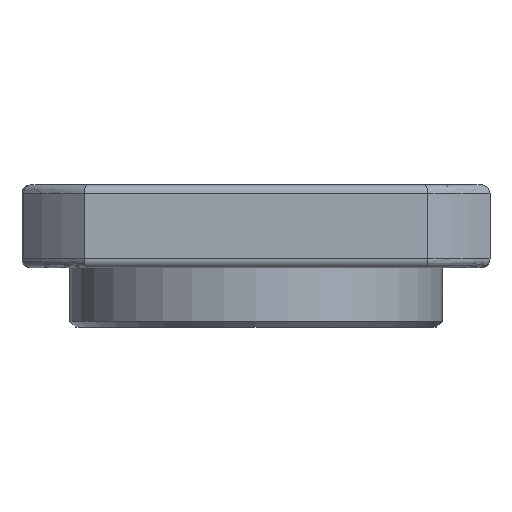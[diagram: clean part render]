
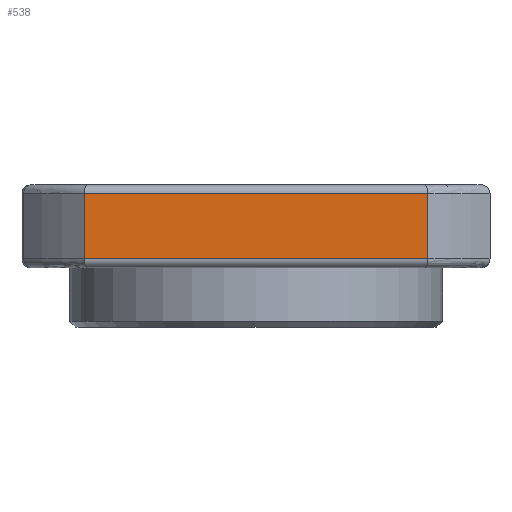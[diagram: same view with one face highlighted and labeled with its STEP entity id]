
A CAD part, front view. The second image highlights one B-rep face of the part: STEP entity #538.
In plain terms, the highlighted planar face has unit normal (0, -1, 0).
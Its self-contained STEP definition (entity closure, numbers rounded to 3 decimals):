
#538 = ADVANCED_FACE ( 'NONE', ( #7685 ), #11291, .T. ) ;
#1031 = AXIS2_PLACEMENT_3D ( 'NONE', #10756, #10374, #9780 ) ;
#1453 = EDGE_LOOP ( 'NONE', ( #4222, #3515, #5943, #6578 ) ) ;
#1852 = VECTOR ( 'NONE', #5420, 1000. ) ;
#2122 = LINE ( 'NONE', #9427, #11378 ) ;
#2257 = LINE ( 'NONE', #2538, #9352 ) ;
#2352 = EDGE_CURVE ( 'NONE', #3514, #9956, #5408, .T. ) ;
#2368 = CARTESIAN_POINT ( 'NONE',  ( -28.996, -39.5, -1.5 ) ) ;
#2538 = CARTESIAN_POINT ( 'NONE',  ( -39.5, -39.5, -12.5 ) ) ;
#3464 = DIRECTION ( 'NONE',  ( 1., 0., 0. ) ) ;
#3514 = VERTEX_POINT ( 'NONE', #2368 ) ;
#3515 = ORIENTED_EDGE ( 'NONE', *, *, #7703, .T. ) ;
#4222 = ORIENTED_EDGE ( 'NONE', *, *, #2352, .T. ) ;
#4794 = VECTOR ( 'NONE', #7219, 1000. ) ;
#5408 = LINE ( 'NONE', #6484, #4794 ) ;
#5420 = DIRECTION ( 'NONE',  ( -1., 0., 0. ) ) ;
#5943 = ORIENTED_EDGE ( 'NONE', *, *, #11917, .T. ) ;
#6179 = EDGE_CURVE ( 'NONE', #6403, #3514, #9241, .T. ) ;
#6403 = VERTEX_POINT ( 'NONE', #11210 ) ;
#6484 = CARTESIAN_POINT ( 'NONE',  ( -28.996, -39.5, -34.404 ) ) ;
#6578 = ORIENTED_EDGE ( 'NONE', *, *, #6179, .T. ) ;
#6927 = CARTESIAN_POINT ( 'NONE',  ( 28.996, -39.5, -12.5 ) ) ;
#7219 = DIRECTION ( 'NONE',  ( 0., 0., -1. ) ) ;
#7685 = FACE_OUTER_BOUND ( 'NONE', #1453, .T. ) ;
#7703 = EDGE_CURVE ( 'NONE', #9956, #9764, #2257, .T. ) ;
#8157 = CARTESIAN_POINT ( 'NONE',  ( -39.5, -39.5, -1.5 ) ) ;
#9241 = LINE ( 'NONE', #8157, #1852 ) ;
#9352 = VECTOR ( 'NONE', #3464, 1000. ) ;
#9427 = CARTESIAN_POINT ( 'NONE',  ( 28.996, -39.5, -34.404 ) ) ;
#9764 = VERTEX_POINT ( 'NONE', #6927 ) ;
#9780 = DIRECTION ( 'NONE',  ( 0., 0., -1. ) ) ;
#9886 = CARTESIAN_POINT ( 'NONE',  ( -28.996, -39.5, -12.5 ) ) ;
#9956 = VERTEX_POINT ( 'NONE', #9886 ) ;
#10352 = DIRECTION ( 'NONE',  ( 0., 0., 1. ) ) ;
#10374 = DIRECTION ( 'NONE',  ( 0., -1., 0. ) ) ;
#10756 = CARTESIAN_POINT ( 'NONE',  ( -39.5, -39.5, -24.001 ) ) ;
#11210 = CARTESIAN_POINT ( 'NONE',  ( 28.996, -39.5, -1.5 ) ) ;
#11291 = PLANE ( 'NONE',  #1031 ) ;
#11378 = VECTOR ( 'NONE', #10352, 1000. ) ;
#11917 = EDGE_CURVE ( 'NONE', #9764, #6403, #2122, .T. ) ;
